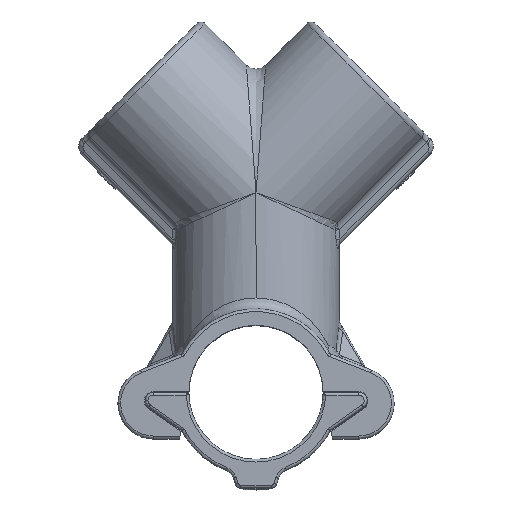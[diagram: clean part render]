
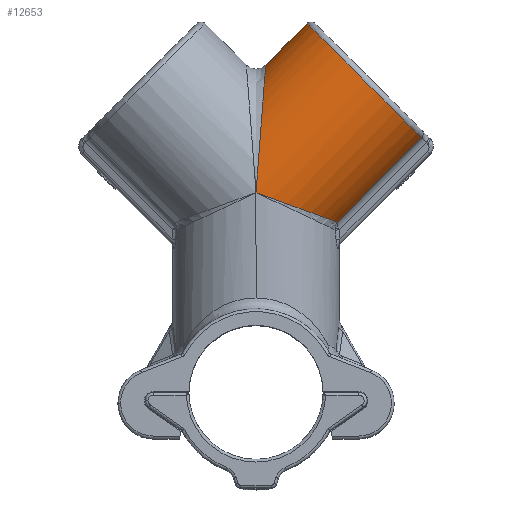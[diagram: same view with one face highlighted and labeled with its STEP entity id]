
A CAD part, top view. The second image highlights one B-rep face of the part: STEP entity #12653.
In plain terms, the highlighted cylindrical face has radius 30.5 mm (diameter 61 mm), a partial arc.
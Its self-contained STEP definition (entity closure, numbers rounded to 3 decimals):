
#524 = DIRECTION ( 'NONE',  ( 0.707, 0.707, 0. ) ) ;
#766 = CARTESIAN_POINT ( 'NONE',  ( 0., 73., 30.5 ) ) ;
#787 = CARTESIAN_POINT ( 'NONE',  ( 60.49, 93.121, 10.743 ) ) ;
#1108 = CARTESIAN_POINT ( 'NONE',  ( 13.631, 68.067, -30.5 ) ) ;
#1243 = ORIENTED_EDGE ( 'NONE', *, *, #1493, .T. ) ;
#1493 = EDGE_CURVE ( 'NONE', #10642, #4318, #6805, .T. ) ;
#1886 =( BOUNDED_CURVE ( )  B_SPLINE_CURVE ( 3, ( #7538, #6563, #11841, #6614 ),
 .UNSPECIFIED., .F., .F. ) 
 B_SPLINE_CURVE_WITH_KNOTS ( ( 4, 4 ),
 ( 1.571, 2.782 ),
 .UNSPECIFIED. ) 
 CURVE ( )  GEOMETRIC_REPRESENTATION_ITEM ( )  RATIONAL_B_SPLINE_CURVE ( ( 1., 0.882, 0.882, 1. ) ) 
 REPRESENTATION_ITEM ( '' )  );
#2116 = CARTESIAN_POINT ( 'NONE',  ( 18.738, 134.872, 0. ) ) ;
#2643 = DIRECTION ( 'NONE',  ( -0.707, 0.707, 0. ) ) ;
#2764 =( BOUNDED_CURVE ( )  B_SPLINE_CURVE ( 3, ( #3240, #8479, #1108, #11527 ),
 .UNSPECIFIED., .F., .F. ) 
 B_SPLINE_CURVE_WITH_KNOTS ( ( 4, 4 ),
 ( 3.502, 4.712 ),
 .UNSPECIFIED. ) 
 CURVE ( )  GEOMETRIC_REPRESENTATION_ITEM ( )  RATIONAL_B_SPLINE_CURVE ( ( 1., 0.882, 0.882, 1. ) ) 
 REPRESENTATION_ITEM ( '' )  );
#2846 = LINE ( 'NONE', #3902, #7780 ) ;
#3070 = AXIS2_PLACEMENT_3D ( 'NONE', #11185, #8912, #2643 ) ;
#3240 = CARTESIAN_POINT ( 'NONE',  ( 29.642, 62.273, -10.743 ) ) ;
#3527 = CARTESIAN_POINT ( 'NONE',  ( 7.071, 166.338, -30.5 ) ) ;
#3902 = CARTESIAN_POINT ( 'NONE',  ( 61.904, 94.535, -10.743 ) ) ;
#3926 = DIRECTION ( 'NONE',  ( -0.707, 0.707, 0. ) ) ;
#4107 = DIRECTION ( 'NONE',  ( 0.707, -0.707, 0. ) ) ;
#4160 = AXIS2_PLACEMENT_3D ( 'NONE', #5042, #7335, #4107 ) ;
#4318 = VERTEX_POINT ( 'NONE', #787 ) ;
#4491 = CARTESIAN_POINT ( 'NONE',  ( 7.071, 166.338, 30.5 ) ) ;
#5042 = CARTESIAN_POINT ( 'NONE',  ( 41.719, 114.719, 0. ) ) ;
#5213 = ORIENTED_EDGE ( 'NONE', *, *, #11199, .T. ) ;
#5306 = ORIENTED_EDGE ( 'NONE', *, *, #8673, .T. ) ;
#5423 =( BOUNDED_CURVE ( )  B_SPLINE_CURVE ( 3, ( #7666, #3527, #4491, #8794 ),
 .UNSPECIFIED., .F., .F. ) 
 B_SPLINE_CURVE_WITH_KNOTS ( ( 4, 4 ),
 ( 1.571, 4.712 ),
 .UNSPECIFIED. ) 
 CURVE ( )  GEOMETRIC_REPRESENTATION_ITEM ( )  RATIONAL_B_SPLINE_CURVE ( ( 1., 0.333, 0.333, 1. ) ) 
 REPRESENTATION_ITEM ( '' )  );
#5879 = EDGE_CURVE ( 'NONE', #4318, #10924, #8377, .T. ) ;
#6093 = ORIENTED_EDGE ( 'NONE', *, *, #11937, .T. ) ;
#6385 = CARTESIAN_POINT ( 'NONE',  ( 0., 73., -30.5 ) ) ;
#6563 = CARTESIAN_POINT ( 'NONE',  ( 13.631, 68.067, 30.5 ) ) ;
#6614 = CARTESIAN_POINT ( 'NONE',  ( 29.642, 62.273, 10.743 ) ) ;
#6805 = LINE ( 'NONE', #11968, #8625 ) ;
#7058 = VERTEX_POINT ( 'NONE', #11690 ) ;
#7335 = DIRECTION ( 'NONE',  ( -0.707, -0.707, 0. ) ) ;
#7476 = ORIENTED_EDGE ( 'NONE', *, *, #5879, .T. ) ;
#7538 = CARTESIAN_POINT ( 'NONE',  ( 0., 73., 30.5 ) ) ;
#7663 = EDGE_CURVE ( 'NONE', #10924, #12497, #10751, .T. ) ;
#7666 = CARTESIAN_POINT ( 'NONE',  ( 0., 73., -30.5 ) ) ;
#7778 = CARTESIAN_POINT ( 'NONE',  ( 60.49, 93.121, -10.743 ) ) ;
#7780 = VECTOR ( 'NONE', #12247, 1000. ) ;
#8377 = CIRCLE ( 'NONE', #3070, 30.5 ) ;
#8426 = EDGE_CURVE ( 'NONE', #12497, #7058, #2846, .T. ) ;
#8479 = CARTESIAN_POINT ( 'NONE',  ( 24.84, 64.01, -23.029 ) ) ;
#8535 = AXIS2_PLACEMENT_3D ( 'NONE', #13316, #12178, #3926 ) ;
#8625 = VECTOR ( 'NONE', #524, 1000. ) ;
#8629 = EDGE_LOOP ( 'NONE', ( #6093, #5213, #5306, #1243, #7476, #8941, #13019 ) ) ;
#8673 = EDGE_CURVE ( 'NONE', #13005, #10642, #1886, .T. ) ;
#8786 = CYLINDRICAL_SURFACE ( 'NONE', #4160, 30.5 ) ;
#8794 = CARTESIAN_POINT ( 'NONE',  ( 0., 73., 30.5 ) ) ;
#8912 = DIRECTION ( 'NONE',  ( -0.707, -0.707, 0. ) ) ;
#8941 = ORIENTED_EDGE ( 'NONE', *, *, #7663, .T. ) ;
#8956 = CARTESIAN_POINT ( 'NONE',  ( 29.642, 62.273, 10.743 ) ) ;
#9274 = VERTEX_POINT ( 'NONE', #6385 ) ;
#9275 = FACE_OUTER_BOUND ( 'NONE', #8629, .T. ) ;
#10642 = VERTEX_POINT ( 'NONE', #8956 ) ;
#10751 = CIRCLE ( 'NONE', #8535, 30.5 ) ;
#10924 = VERTEX_POINT ( 'NONE', #2116 ) ;
#11185 = CARTESIAN_POINT ( 'NONE',  ( 40.305, 113.305, 0. ) ) ;
#11199 = EDGE_CURVE ( 'NONE', #9274, #13005, #5423, .T. ) ;
#11527 = CARTESIAN_POINT ( 'NONE',  ( 0., 73., -30.5 ) ) ;
#11690 = CARTESIAN_POINT ( 'NONE',  ( 29.642, 62.273, -10.743 ) ) ;
#11841 = CARTESIAN_POINT ( 'NONE',  ( 24.84, 64.01, 23.029 ) ) ;
#11937 = EDGE_CURVE ( 'NONE', #7058, #9274, #2764, .T. ) ;
#11968 = CARTESIAN_POINT ( 'NONE',  ( 61.904, 94.535, 10.743 ) ) ;
#12178 = DIRECTION ( 'NONE',  ( -0.707, -0.707, 0. ) ) ;
#12247 = DIRECTION ( 'NONE',  ( -0.707, -0.707, 0. ) ) ;
#12497 = VERTEX_POINT ( 'NONE', #7778 ) ;
#12653 = ADVANCED_FACE ( 'NONE', ( #9275 ), #8786, .T. ) ;
#13005 = VERTEX_POINT ( 'NONE', #766 ) ;
#13019 = ORIENTED_EDGE ( 'NONE', *, *, #8426, .T. ) ;
#13316 = CARTESIAN_POINT ( 'NONE',  ( 40.305, 113.305, 0. ) ) ;
